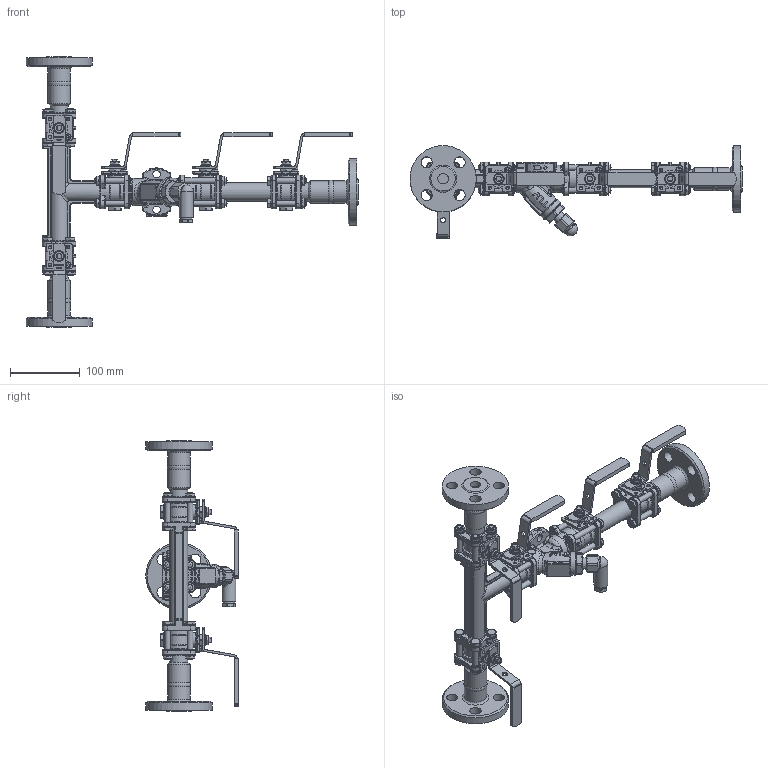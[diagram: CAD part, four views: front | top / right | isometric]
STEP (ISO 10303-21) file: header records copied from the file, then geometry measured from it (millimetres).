
FILE_DESCRIPTION(/* description */ (''),/* implementation_level */ '2;1');
FILE_NAME(/* name */ 'q18td-015-a0300-01.stp',/* time_stamp */ '2025-04-18T11:53:15+09:00',/* author */ ('asada'),/* organization */ (''),/* preprocessor_version */ 'ST-DEVELOPER v20',/* originating_system */ 'Autodesk Inventor 2022',/* authorisation */ '');
FILE_SCHEMA (('AUTOMOTIVE_DESIGN { 1 0 10303 214 3 1 1 }'));
Products named in the file (1): 15A-ASME-300-QS18-TD_BD2N_SYM
Bounding box: 476 x 132.5 x 388 mm (x, y, z)
Volume: 1191603.4 mm3; surface area: 282847.3 mm2
Topology: 1 solids, 12 shells, 3613 faces, 8852 edges, 5321 vertices
Faces by surface type: plane 1240, cylinder 1034, cone 602, bspline 395, torus 283, sphere 59
Full cylindrical faces by diameter (mm): 5 x20, 7 x1, 7.5 x5, 8 x48, 8.4 x25, 8.5 x5, 8.7 x37, 9 x5, 9.3 x5, 10 x1, 10.2 x5, 10.5 x2, 11.63 x12, 14.5 x5, 14.9 x5, 15 x4, 15.5 x25, 16 x19, 17.5 x5, 20 x1, 22 x5, 24 x1, 24.2 x1, 24.5 x5, 25 x1, 26 x4, 29 x1, 32 x6, 34 x1, 35.6 x1
Entity records: 125462 total; most frequent: CARTESIAN_POINT 43832, ORIENTED_EDGE 17432, DIRECTION 16223, EDGE_CURVE 8716, AXIS2_PLACEMENT_3D 6711, VERTEX_POINT 5321, EDGE_LOOP 3967, FACE_OUTER_BOUND 3613
